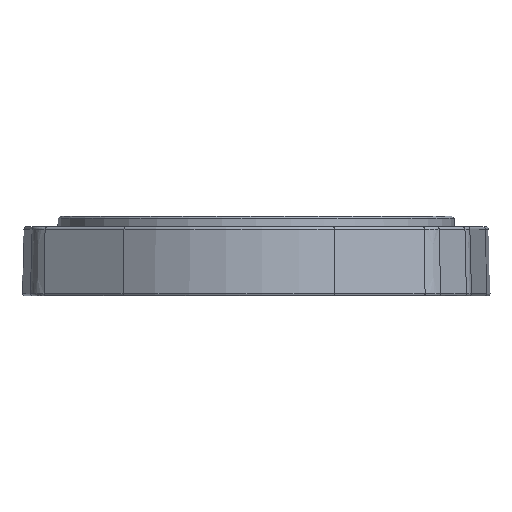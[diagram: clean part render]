
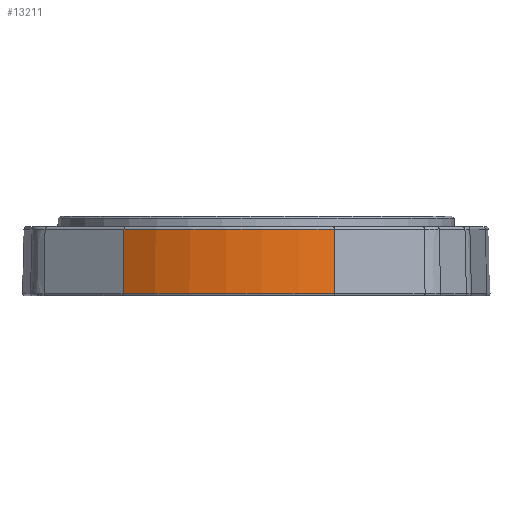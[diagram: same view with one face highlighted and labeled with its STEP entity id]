
A CAD part, left-side view. The second image highlights one B-rep face of the part: STEP entity #13211.
In plain terms, the highlighted conical face has half-angle 1.5 degrees and reference radius 85.725 mm.
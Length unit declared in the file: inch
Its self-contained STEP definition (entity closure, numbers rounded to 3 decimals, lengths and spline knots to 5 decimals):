
#1887=FACE_OUTER_BOUND('',#2777,.T.);
#2777=EDGE_LOOP('',(#11595,#11596,#11597,#11598));
#3876=LINE('',#24484,#4824);
#3877=LINE('',#24486,#4825);
#4824=VECTOR('',#17050,0.3937);
#4825=VECTOR('',#17053,0.3937);
#4941=CIRCLE('',#13510,3.40035);
#5257=CIRCLE('',#14223,3.3758);
#5492=VERTEX_POINT('',#17971);
#5494=VERTEX_POINT('',#17977);
#6518=VERTEX_POINT('',#24431);
#6519=VERTEX_POINT('',#24435);
#6701=EDGE_CURVE('',#5494,#5492,#4941,.T.);
#8234=EDGE_CURVE('',#6518,#6519,#5257,.T.);
#8258=EDGE_CURVE('',#5494,#6519,#3876,.T.);
#8259=EDGE_CURVE('',#5492,#6518,#3877,.T.);
#11595=ORIENTED_EDGE('',*,*,#6701,.F.);
#11596=ORIENTED_EDGE('',*,*,#8258,.T.);
#11597=ORIENTED_EDGE('',*,*,#8234,.F.);
#11598=ORIENTED_EDGE('',*,*,#8259,.F.);
#12614=CONICAL_SURFACE('',#14258,3.375,0.026);
#13211=ADVANCED_FACE('',(#1887),#12614,.T.);
#13510=AXIS2_PLACEMENT_3D('',#17979,#14710,#14711);
#14223=AXIS2_PLACEMENT_3D('',#24437,#16973,#16974);
#14258=AXIS2_PLACEMENT_3D('',#24485,#17051,#17052);
#14710=DIRECTION('center_axis',(0.,0.,-1.));
#14711=DIRECTION('ref_axis',(-0.991,0.131,0.));
#16973=DIRECTION('center_axis',(0.,0.,1.));
#16974=DIRECTION('ref_axis',(-0.991,0.131,0.));
#17050=DIRECTION('',(0.025,0.009,1.));
#17051=DIRECTION('center_axis',(0.,0.,-1.));
#17052=DIRECTION('ref_axis',(-0.823,0.568,0.));
#17053=DIRECTION('',(0.022,-0.015,1.));
#17971=CARTESIAN_POINT('',(-2.79767,1.93272,0.03207));
#17977=CARTESIAN_POINT('',(-3.20326,-1.14082,0.03207));
#17979=CARTESIAN_POINT('Origin',(0.,0.,0.03207));
#24431=CARTESIAN_POINT('',(-2.77747,1.91877,0.96957));
#24435=CARTESIAN_POINT('',(-3.18014,-1.13258,0.96957));
#24437=CARTESIAN_POINT('Origin',(0.,0.,0.96957));
#24484=CARTESIAN_POINT('',(-3.17939,-1.13231,1.));
#24485=CARTESIAN_POINT('Origin',(0.,0.,1.));
#24486=CARTESIAN_POINT('',(-2.77681,1.91831,1.));
